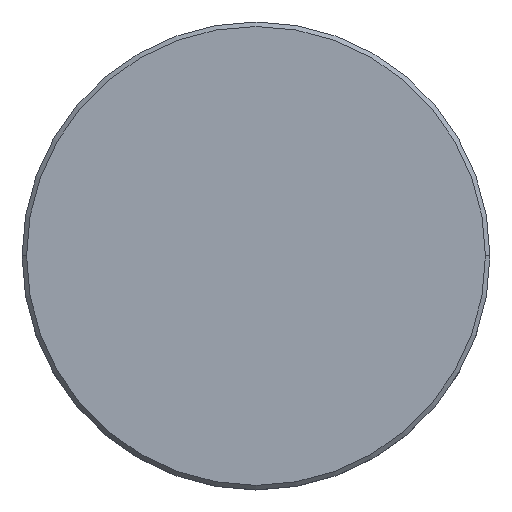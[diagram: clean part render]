
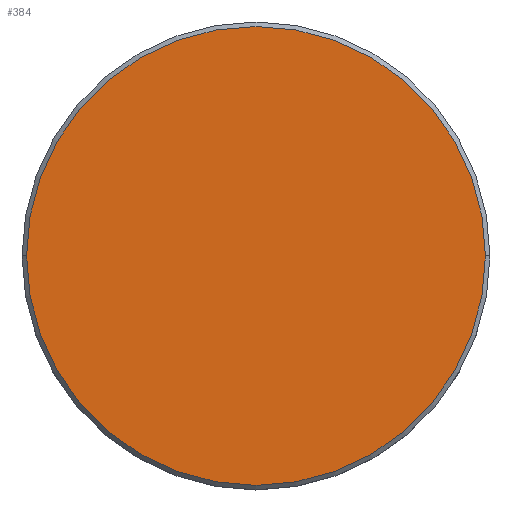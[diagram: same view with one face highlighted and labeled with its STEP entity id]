
A CAD part, top view. The second image highlights one B-rep face of the part: STEP entity #384.
In plain terms, the highlighted planar face has unit normal (0, 0, 1).
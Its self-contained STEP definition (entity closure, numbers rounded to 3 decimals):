
#154 = EDGE_CURVE ( 'NONE', #771, #762, #272, .T. ) ;
#203 = CARTESIAN_POINT ( 'NONE',  ( 0., 0., 0. ) ) ;
#219 = EDGE_CURVE ( 'NONE', #762, #771, #547, .T. ) ;
#244 = CARTESIAN_POINT ( 'NONE',  ( 25.5, 0., 0. ) ) ;
#272 = CIRCLE ( 'NONE', #431, 25.5 ) ;
#369 = AXIS2_PLACEMENT_3D ( 'NONE', #424, #515, #1162 ) ;
#384 = ADVANCED_FACE ( 'NONE', ( #983 ), #535, .T. ) ;
#424 = CARTESIAN_POINT ( 'NONE',  ( 0., 0., 0. ) ) ;
#431 = AXIS2_PLACEMENT_3D ( 'NONE', #203, #858, #497 ) ;
#453 = DIRECTION ( 'NONE',  ( 0., 0., 1. ) ) ;
#497 = DIRECTION ( 'NONE',  ( 1., 0., 0. ) ) ;
#515 = DIRECTION ( 'NONE',  ( 0., 0., 1. ) ) ;
#535 = PLANE ( 'NONE',  #1172 ) ;
#539 = CARTESIAN_POINT ( 'NONE',  ( 0., 0., 0. ) ) ;
#547 = CIRCLE ( 'NONE', #369, 25.5 ) ;
#618 = DIRECTION ( 'NONE',  ( 1., 0., 0. ) ) ;
#724 = EDGE_LOOP ( 'NONE', ( #843, #997 ) ) ;
#762 = VERTEX_POINT ( 'NONE', #964 ) ;
#771 = VERTEX_POINT ( 'NONE', #244 ) ;
#843 = ORIENTED_EDGE ( 'NONE', *, *, #219, .T. ) ;
#858 = DIRECTION ( 'NONE',  ( 0., 0., 1. ) ) ;
#964 = CARTESIAN_POINT ( 'NONE',  ( -25.5, 0., 0. ) ) ;
#983 = FACE_OUTER_BOUND ( 'NONE', #724, .T. ) ;
#997 = ORIENTED_EDGE ( 'NONE', *, *, #154, .T. ) ;
#1162 = DIRECTION ( 'NONE',  ( 1., 0., 0. ) ) ;
#1172 = AXIS2_PLACEMENT_3D ( 'NONE', #539, #453, #618 ) ;
